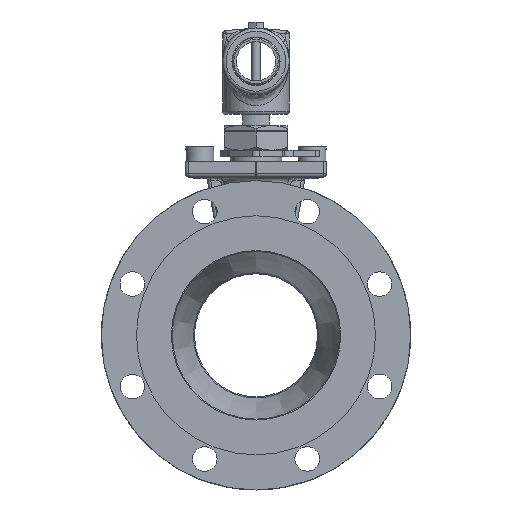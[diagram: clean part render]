
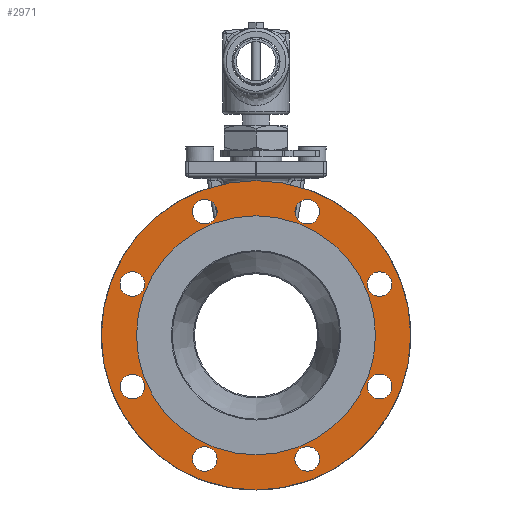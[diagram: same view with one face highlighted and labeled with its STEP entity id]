
A CAD part, front view. The second image highlights one B-rep face of the part: STEP entity #2971.
In plain terms, the highlighted planar face has unit normal (0, -1, 0).
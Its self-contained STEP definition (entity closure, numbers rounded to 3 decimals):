
#2041=CARTESIAN_POINT('',(103.802,-157.335,38.398));
#2042=VERTEX_POINT('',#2041);
#2043=CARTESIAN_POINT('',(111.651,-157.335,46.247));
#2044=DIRECTION('',(0.0,1.0,0.0));
#2045=DIRECTION('',(0.707,0.0,0.707));
#2046=AXIS2_PLACEMENT_3D('',#2043,#2044,#2045);
#2047=CIRCLE('',#2046,11.1);
#2048=EDGE_CURVE('',#2042,#2042,#2047,.T.);
#2069=CARTESIAN_POINT('',(46.247,-157.335,100.551));
#2070=VERTEX_POINT('',#2069);
#2071=CARTESIAN_POINT('',(46.247,-157.335,111.651));
#2072=DIRECTION('',(0.0,1.0,0.0));
#2073=DIRECTION('',(0.0,0.0,1.0));
#2074=AXIS2_PLACEMENT_3D('',#2071,#2072,#2073);
#2075=CIRCLE('',#2074,11.1);
#2076=EDGE_CURVE('',#2070,#2070,#2075,.T.);
#2097=CARTESIAN_POINT('',(-38.398,-157.335,103.802));
#2098=VERTEX_POINT('',#2097);
#2099=CARTESIAN_POINT('',(-46.247,-157.335,111.651));
#2100=DIRECTION('',(0.0,1.0,0.0));
#2101=DIRECTION('',(-0.707,0.0,0.707));
#2102=AXIS2_PLACEMENT_3D('',#2099,#2100,#2101);
#2103=CIRCLE('',#2102,11.1);
#2104=EDGE_CURVE('',#2098,#2098,#2103,.T.);
#2125=CARTESIAN_POINT('',(-100.551,-157.335,46.247));
#2126=VERTEX_POINT('',#2125);
#2127=CARTESIAN_POINT('',(-111.651,-157.335,46.247));
#2128=DIRECTION('',(0.0,1.0,0.0));
#2129=DIRECTION('',(-1.0,0.0,0.0));
#2130=AXIS2_PLACEMENT_3D('',#2127,#2128,#2129);
#2131=CIRCLE('',#2130,11.1);
#2132=EDGE_CURVE('',#2126,#2126,#2131,.T.);
#2153=CARTESIAN_POINT('',(-103.802,-157.335,-38.398));
#2154=VERTEX_POINT('',#2153);
#2155=CARTESIAN_POINT('',(-111.651,-157.335,-46.247));
#2156=DIRECTION('',(0.0,1.0,0.0));
#2157=DIRECTION('',(-0.707,0.0,-0.707));
#2158=AXIS2_PLACEMENT_3D('',#2155,#2156,#2157);
#2159=CIRCLE('',#2158,11.1);
#2160=EDGE_CURVE('',#2154,#2154,#2159,.T.);
#2181=CARTESIAN_POINT('',(-46.247,-157.335,-100.551));
#2182=VERTEX_POINT('',#2181);
#2183=CARTESIAN_POINT('',(-46.247,-157.335,-111.651));
#2184=DIRECTION('',(0.0,1.0,0.0));
#2185=DIRECTION('',(0.0,0.0,-1.0));
#2186=AXIS2_PLACEMENT_3D('',#2183,#2184,#2185);
#2187=CIRCLE('',#2186,11.1);
#2188=EDGE_CURVE('',#2182,#2182,#2187,.T.);
#2209=CARTESIAN_POINT('',(38.398,-157.335,-103.802));
#2210=VERTEX_POINT('',#2209);
#2211=CARTESIAN_POINT('',(46.247,-157.335,-111.651));
#2212=DIRECTION('',(0.0,1.0,0.0));
#2213=DIRECTION('',(0.707,0.0,-0.707));
#2214=AXIS2_PLACEMENT_3D('',#2211,#2212,#2213);
#2215=CIRCLE('',#2214,11.1);
#2216=EDGE_CURVE('',#2210,#2210,#2215,.T.);
#2237=CARTESIAN_POINT('',(100.551,-157.335,-46.247));
#2238=VERTEX_POINT('',#2237);
#2239=CARTESIAN_POINT('',(111.651,-157.335,-46.247));
#2240=DIRECTION('',(0.0,1.0,0.0));
#2241=DIRECTION('',(1.0,0.0,0.0));
#2242=AXIS2_PLACEMENT_3D('',#2239,#2240,#2241);
#2243=CIRCLE('',#2242,11.1);
#2244=EDGE_CURVE('',#2238,#2238,#2243,.T.);
#2913=CARTESIAN_POINT('',(0.0,-157.335,-139.7));
#2914=VERTEX_POINT('',#2913);
#2915=CARTESIAN_POINT('',(0.0,-157.335,0.0));
#2916=DIRECTION('',(0.0,1.0,0.0));
#2917=DIRECTION('',(0.0,0.0,-1.0));
#2918=AXIS2_PLACEMENT_3D('',#2915,#2916,#2917);
#2919=CIRCLE('',#2918,139.7);
#2920=EDGE_CURVE('',#2914,#2914,#2919,.T.);
#2928=CARTESIAN_POINT('',(0.0,-157.335,-123.825));
#2929=DIRECTION('',(0.0,1.0,0.0));
#2930=DIRECTION('',(0.0,0.0,1.0));
#2931=AXIS2_PLACEMENT_3D('',#2928,#2929,#2930);
#2932=PLANE('',#2931);
#2933=ORIENTED_EDGE('',*,*,#2920,.F.);
#2934=EDGE_LOOP('',(#2933));
#2935=FACE_OUTER_BOUND('',#2934,.T.);
#2936=ORIENTED_EDGE('',*,*,#2048,.T.);
#2937=EDGE_LOOP('',(#2936));
#2938=FACE_BOUND('',#2937,.T.);
#2939=ORIENTED_EDGE('',*,*,#2076,.T.);
#2940=EDGE_LOOP('',(#2939));
#2941=FACE_BOUND('',#2940,.T.);
#2942=ORIENTED_EDGE('',*,*,#2104,.T.);
#2943=EDGE_LOOP('',(#2942));
#2944=FACE_BOUND('',#2943,.T.);
#2945=ORIENTED_EDGE('',*,*,#2132,.T.);
#2946=EDGE_LOOP('',(#2945));
#2947=FACE_BOUND('',#2946,.T.);
#2948=ORIENTED_EDGE('',*,*,#2160,.T.);
#2949=EDGE_LOOP('',(#2948));
#2950=FACE_BOUND('',#2949,.T.);
#2951=ORIENTED_EDGE('',*,*,#2188,.T.);
#2952=EDGE_LOOP('',(#2951));
#2953=FACE_BOUND('',#2952,.T.);
#2954=ORIENTED_EDGE('',*,*,#2216,.T.);
#2955=EDGE_LOOP('',(#2954));
#2956=FACE_BOUND('',#2955,.T.);
#2957=ORIENTED_EDGE('',*,*,#2244,.T.);
#2958=EDGE_LOOP('',(#2957));
#2959=FACE_BOUND('',#2958,.T.);
#2960=CARTESIAN_POINT('',(0.0,-157.335,-107.95));
#2961=VERTEX_POINT('',#2960);
#2962=CARTESIAN_POINT('',(0.0,-157.335,0.0));
#2963=DIRECTION('',(0.0,1.0,0.0));
#2964=DIRECTION('',(0.0,0.0,-1.0));
#2965=AXIS2_PLACEMENT_3D('',#2962,#2963,#2964);
#2966=CIRCLE('',#2965,107.95);
#2967=EDGE_CURVE('',#2961,#2961,#2966,.T.);
#2968=ORIENTED_EDGE('',*,*,#2967,.T.);
#2969=EDGE_LOOP('',(#2968));
#2970=FACE_BOUND('',#2969,.T.);
#2971=ADVANCED_FACE('',(#2935,#2938,#2941,#2944,#2947,#2950,#2953,#2956,#2959,#2970),#2932,.F.);
